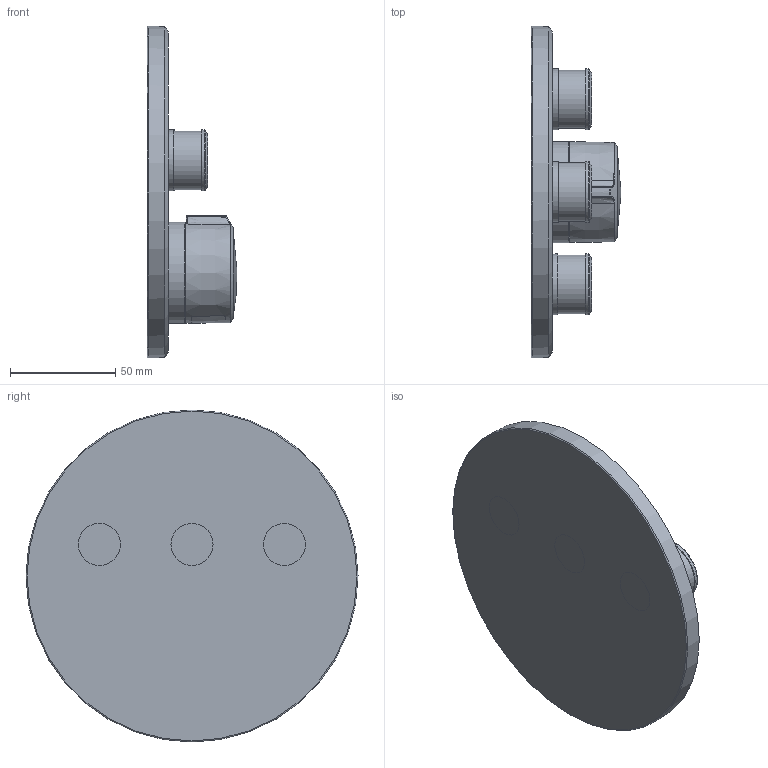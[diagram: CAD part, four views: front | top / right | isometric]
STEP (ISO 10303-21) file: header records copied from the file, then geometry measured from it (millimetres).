
FILE_DESCRIPTION(/* description */ ('Unknown'),/* implementation_level */ '2;1');
FILE_NAME(/* name */ '29146000',/* time_stamp */ '2022-09-09T13:35:08+02:00',/* author */ ('Unknown'),/* organization */ ('GROHE AG'),/* preprocessor_version */ 'ST-DEVELOPER v16.7',/* originating_system */ 'DEX',/* authorisation */ $);
FILE_SCHEMA (('AUTOMOTIVE_DESIGN {1 0 10303 214 3 1 1}'));
Length unit declared in the file: millimetre
Products named in the file (8): 29146000; 29146000_0; 29146000_1; 29146000_2; 160617_SMC_TurningKnob_Housing_facetted_29mm_Lob; 160617_SMC_TurningKnob_Housing_facetted_29mm_Lob_0; 160617_SMC_TurningKnob_Housing_facetted_29mm_Lob_1
Assembly tree (7 placements, depth 2):
  29146000
    29146000
    29146000_0
    29146000_1
    29146000_2
    160617_SMC_TurningKnob_Housing_facetted_29mm_Lob
    160617_SMC_TurningKnob_Housing_facetted_29mm_Lob_0
    160617_SMC_TurningKnob_Housing_facetted_29mm_Lob_1
Bounding box: 42.82 x 157.96 x 157.96 mm (x, y, z)
Volume: 334256 mm3; surface area: 72130.8 mm2
Topology: 7 solids, 7 shells, 72 faces, 144 edges, 92 vertices
Faces by surface type: plane 24, cylinder 15, cone 12, bspline 11, torus 5, sphere 5
Full cylindrical faces by diameter (mm): 20 x3, 27.755 x1, 27.927 x1, 27.98 x1, 29 x6, 42.1 x1, 45.2 x1, 48.18 x1
Entity records: 2576 total; most frequent: CARTESIAN_POINT 1037, DIRECTION 240, ORIENTED_EDGE 182, AXIS2_PLACEMENT_3D 120, EDGE_LOOP 113, FACE_BOUND 113, EDGE_CURVE 91, VERTEX_POINT 74
